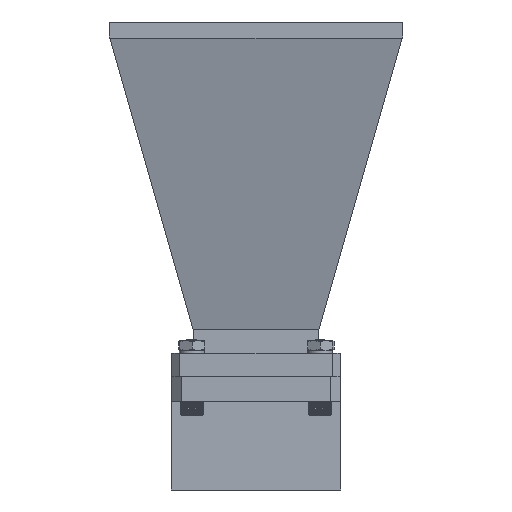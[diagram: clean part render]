
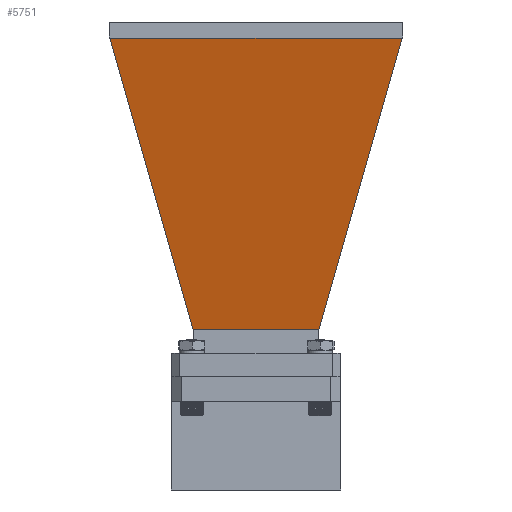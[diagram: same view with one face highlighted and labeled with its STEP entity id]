
A CAD part, front view. The second image highlights one B-rep face of the part: STEP entity #5751.
In plain terms, the highlighted face is planar.
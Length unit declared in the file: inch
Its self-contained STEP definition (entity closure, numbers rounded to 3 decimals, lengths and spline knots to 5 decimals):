
#721 = EDGE_LOOP ( 'NONE', ( #11689, #3740, #12531, #4464 ) ) ;
#883 = DIRECTION ( 'NONE',  ( -0.226, -0.267, 0.937 ) ) ;
#1177 = CARTESIAN_POINT ( 'NONE',  ( -0.37303, -0.62884, 1.95443 ) ) ;
#1337 = VERTEX_POINT ( 'NONE', #10345 ) ;
#1480 = LINE ( 'NONE', #8306, #5801 ) ;
#1797 = CARTESIAN_POINT ( 'NONE',  ( -0.73955, 0., 3.47087 ) ) ;
#3400 = LINE ( 'NONE', #1177, #7668 ) ;
#3740 = ORIENTED_EDGE ( 'NONE', *, *, #12046, .T. ) ;
#4464 = ORIENTED_EDGE ( 'NONE', *, *, #14507, .T. ) ;
#4563 = CARTESIAN_POINT ( 'NONE',  ( -1.07672, -1.4586, 4.86585 ) ) ;
#4615 = VERTEX_POINT ( 'NONE', #4563 ) ;
#4755 = AXIS2_PLACEMENT_3D ( 'NONE', #1797, #8625, #12212 ) ;
#5171 = VERTEX_POINT ( 'NONE', #13067 ) ;
#5751 = ADVANCED_FACE ( 'NONE', ( #7713 ), #10950, .T. ) ;
#5801 = VECTOR ( 'NONE', #11898, 39.37008 ) ;
#6292 = EDGE_CURVE ( 'NONE', #1337, #7712, #9191, .T. ) ;
#6526 = VECTOR ( 'NONE', #11679, 39.37008 ) ;
#6881 = DIRECTION ( 'NONE',  ( 0., -1., 0. ) ) ;
#7179 = CARTESIAN_POINT ( 'NONE',  ( -1.07672, 1.4586, 4.86585 ) ) ;
#7668 = VECTOR ( 'NONE', #883, 39.37008 ) ;
#7712 = VERTEX_POINT ( 'NONE', #7986 ) ;
#7713 = FACE_OUTER_BOUND ( 'NONE', #721, .T. ) ;
#7986 = CARTESIAN_POINT ( 'NONE',  ( -0.37303, -0.62884, 1.95443 ) ) ;
#8157 = VECTOR ( 'NONE', #6881, 39.37008 ) ;
#8306 = CARTESIAN_POINT ( 'NONE',  ( -1.07672, 0., 4.86585 ) ) ;
#8625 = DIRECTION ( 'NONE',  ( -0.972, 0., -0.235 ) ) ;
#9191 = LINE ( 'NONE', #11215, #8157 ) ;
#9434 = LINE ( 'NONE', #7179, #6526 ) ;
#10345 = CARTESIAN_POINT ( 'NONE',  ( -0.37303, 0.62884, 1.95443 ) ) ;
#10950 = PLANE ( 'NONE',  #4755 ) ;
#11215 = CARTESIAN_POINT ( 'NONE',  ( -0.37303, 0., 1.95443 ) ) ;
#11679 = DIRECTION ( 'NONE',  ( 0.226, -0.267, -0.937 ) ) ;
#11689 = ORIENTED_EDGE ( 'NONE', *, *, #6292, .T. ) ;
#11898 = DIRECTION ( 'NONE',  ( 0., 1., 0. ) ) ;
#12046 = EDGE_CURVE ( 'NONE', #7712, #4615, #3400, .T. ) ;
#12212 = DIRECTION ( 'NONE',  ( -0.235, 0., 0.972 ) ) ;
#12531 = ORIENTED_EDGE ( 'NONE', *, *, #14424, .T. ) ;
#13067 = CARTESIAN_POINT ( 'NONE',  ( -1.07672, 1.4586, 4.86585 ) ) ;
#14424 = EDGE_CURVE ( 'NONE', #4615, #5171, #1480, .T. ) ;
#14507 = EDGE_CURVE ( 'NONE', #5171, #1337, #9434, .T. ) ;
